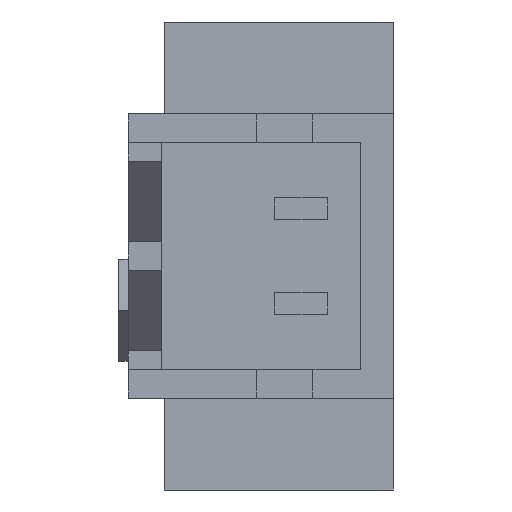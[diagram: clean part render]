
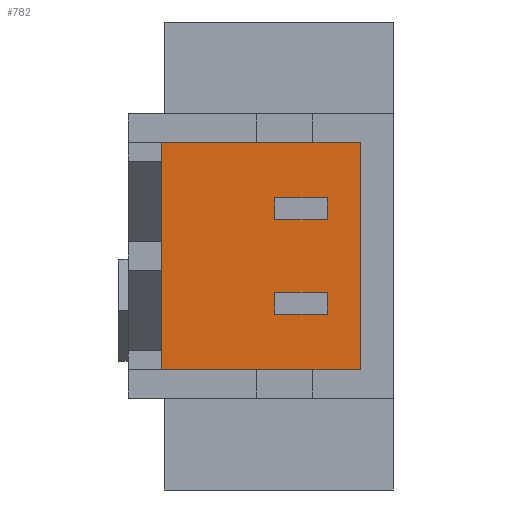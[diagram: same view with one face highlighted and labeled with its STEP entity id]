
A CAD part, front view. The second image highlights one B-rep face of the part: STEP entity #782.
In plain terms, the highlighted planar face has unit normal (0, -1, 0).
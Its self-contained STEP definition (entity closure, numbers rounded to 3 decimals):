
#422 = VERTEX_POINT('',#423);
#423 = CARTESIAN_POINT('',(2.335,-3.,-1.2));
#479 = VERTEX_POINT('',#480);
#480 = CARTESIAN_POINT('',(0.235,-3.,-1.2));
#486 = EDGE_CURVE('',#479,#422,#487,.T.);
#487 = LINE('',#488,#489);
#488 = CARTESIAN_POINT('',(0.235,-3.,-1.2));
#489 = VECTOR('',#490,1.);
#490 = DIRECTION('',(1.,0.,0.));
#535 = VERTEX_POINT('',#536);
#536 = CARTESIAN_POINT('',(2.335,-3.,1.2));
#542 = EDGE_CURVE('',#543,#535,#545,.T.);
#543 = VERTEX_POINT('',#544);
#544 = CARTESIAN_POINT('',(0.235,-3.,1.2));
#545 = LINE('',#546,#547);
#546 = CARTESIAN_POINT('',(0.235,-3.,1.2));
#547 = VECTOR('',#548,1.);
#548 = DIRECTION('',(1.,0.,0.));
#764 = EDGE_CURVE('',#535,#422,#765,.T.);
#765 = LINE('',#766,#767);
#766 = CARTESIAN_POINT('',(2.335,-3.,1.5));
#767 = VECTOR('',#768,1.);
#768 = DIRECTION('',(0.,0.,-1.));
#782 = ADVANCED_FACE('',(#783,#817,#851),#862,.F.);
#783 = FACE_BOUND('',#784,.T.);
#784 = EDGE_LOOP('',(#785,#795,#803,#811));
#785 = ORIENTED_EDGE('',*,*,#786,.F.);
#786 = EDGE_CURVE('',#787,#789,#791,.T.);
#787 = VERTEX_POINT('',#788);
#788 = CARTESIAN_POINT('',(1.435,-3.,0.615));
#789 = VERTEX_POINT('',#790);
#790 = CARTESIAN_POINT('',(1.435,-3.,0.385));
#791 = LINE('',#792,#793);
#792 = CARTESIAN_POINT('',(1.435,-3.,0.385));
#793 = VECTOR('',#794,1.);
#794 = DIRECTION('',(0.,0.,-1.));
#795 = ORIENTED_EDGE('',*,*,#796,.F.);
#796 = EDGE_CURVE('',#797,#787,#799,.T.);
#797 = VERTEX_POINT('',#798);
#798 = CARTESIAN_POINT('',(1.985,-3.,0.615));
#799 = LINE('',#800,#801);
#800 = CARTESIAN_POINT('',(1.435,-3.,0.615));
#801 = VECTOR('',#802,1.);
#802 = DIRECTION('',(-1.,0.,0.));
#803 = ORIENTED_EDGE('',*,*,#804,.F.);
#804 = EDGE_CURVE('',#805,#797,#807,.T.);
#805 = VERTEX_POINT('',#806);
#806 = CARTESIAN_POINT('',(1.985,-3.,0.385));
#807 = LINE('',#808,#809);
#808 = CARTESIAN_POINT('',(1.985,-3.,0.615));
#809 = VECTOR('',#810,1.);
#810 = DIRECTION('',(0.,0.,1.));
#811 = ORIENTED_EDGE('',*,*,#812,.F.);
#812 = EDGE_CURVE('',#789,#805,#813,.T.);
#813 = LINE('',#814,#815);
#814 = CARTESIAN_POINT('',(1.435,-3.,0.385));
#815 = VECTOR('',#816,1.);
#816 = DIRECTION('',(1.,0.,0.));
#817 = FACE_BOUND('',#818,.T.);
#818 = EDGE_LOOP('',(#819,#829,#837,#845));
#819 = ORIENTED_EDGE('',*,*,#820,.F.);
#820 = EDGE_CURVE('',#821,#823,#825,.T.);
#821 = VERTEX_POINT('',#822);
#822 = CARTESIAN_POINT('',(1.435,-3.,-0.385));
#823 = VERTEX_POINT('',#824);
#824 = CARTESIAN_POINT('',(1.435,-3.,-0.615));
#825 = LINE('',#826,#827);
#826 = CARTESIAN_POINT('',(1.435,-3.,-0.615));
#827 = VECTOR('',#828,1.);
#828 = DIRECTION('',(0.,0.,-1.));
#829 = ORIENTED_EDGE('',*,*,#830,.F.);
#830 = EDGE_CURVE('',#831,#821,#833,.T.);
#831 = VERTEX_POINT('',#832);
#832 = CARTESIAN_POINT('',(1.985,-3.,-0.385));
#833 = LINE('',#834,#835);
#834 = CARTESIAN_POINT('',(1.435,-3.,-0.385));
#835 = VECTOR('',#836,1.);
#836 = DIRECTION('',(-1.,0.,0.));
#837 = ORIENTED_EDGE('',*,*,#838,.F.);
#838 = EDGE_CURVE('',#839,#831,#841,.T.);
#839 = VERTEX_POINT('',#840);
#840 = CARTESIAN_POINT('',(1.985,-3.,-0.615));
#841 = LINE('',#842,#843);
#842 = CARTESIAN_POINT('',(1.985,-3.,-0.385));
#843 = VECTOR('',#844,1.);
#844 = DIRECTION('',(0.,0.,1.));
#845 = ORIENTED_EDGE('',*,*,#846,.F.);
#846 = EDGE_CURVE('',#823,#839,#847,.T.);
#847 = LINE('',#848,#849);
#848 = CARTESIAN_POINT('',(1.435,-3.,-0.615));
#849 = VECTOR('',#850,1.);
#850 = DIRECTION('',(1.,0.,0.));
#851 = FACE_BOUND('',#852,.T.);
#852 = EDGE_LOOP('',(#853,#859,#860,#861));
#853 = ORIENTED_EDGE('',*,*,#854,.T.);
#854 = EDGE_CURVE('',#543,#479,#855,.T.);
#855 = LINE('',#856,#857);
#856 = CARTESIAN_POINT('',(0.235,-3.,1.5));
#857 = VECTOR('',#858,1.);
#858 = DIRECTION('',(0.,0.,-1.));
#859 = ORIENTED_EDGE('',*,*,#486,.T.);
#860 = ORIENTED_EDGE('',*,*,#764,.F.);
#861 = ORIENTED_EDGE('',*,*,#542,.F.);
#862 = PLANE('',#863);
#863 = AXIS2_PLACEMENT_3D('',#864,#865,#866);
#864 = CARTESIAN_POINT('',(2.335,-3.,1.5));
#865 = DIRECTION('',(0.,1.,0.));
#866 = DIRECTION('',(-1.,0.,0.));
